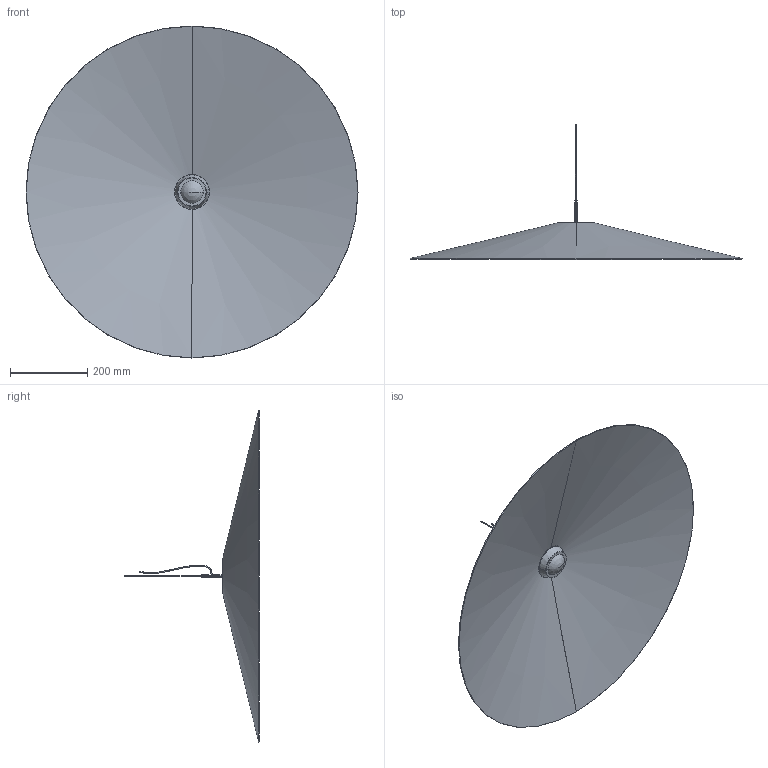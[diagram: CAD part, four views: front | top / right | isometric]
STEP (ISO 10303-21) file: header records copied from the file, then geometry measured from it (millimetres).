
FILE_DESCRIPTION((''),'2;1');
FILE_NAME('A0701008_D860_ASM','2023-12-05T11:24:50',('BiscaroAndrea'),(''),'CREO PARAMETRIC BY PTC INC, 2023014','CREO PARAMETRIC BY PTC INC, 2023014','');
FILE_SCHEMA(('CONFIG_CONTROL_DESIGN'));
Length unit declared in the file: millimetre
Products named in the file (9): A0707035_TORN_PORTALENTE_FILET; A0707004_LENTE_60; A0707008_COPERCHIO-ATTACCHI; DIST_STEAB_5015-6-4; A0707010_TUB-SOSP-550; A0707034_CAPPELLO-D860; A070E041_DATI-A07S86W-CORPO860; A0707012_TORNITO-SOSP-FUNE; A0701008_D860_ASM
Assembly tree (8 placements, depth 2):
  A0701008_D860_ASM
    A0707035_TORN_PORTALENTE_FILET
    A0707004_LENTE_60
    A0707008_COPERCHIO-ATTACCHI
    DIST_STEAB_5015-6-4
    A0707010_TUB-SOSP-550
    A0707034_CAPPELLO-D860
    A070E041_DATI-A07S86W-CORPO860
    A0707012_TORNITO-SOSP-FUNE
Bounding box: 860 x 349 x 860 mm (x, y, z)
Volume: 1253188.5 mm3; surface area: 1243066.7 mm2
Topology: 9 solids, 17 shells, 182 faces, 466 edges, 297 vertices
Faces by surface type: cylinder 84, plane 40, cone 30, torus 16, bspline 10, revolution 2
Entity records: 7110 total; most frequent: CARTESIAN_POINT 2265, DIRECTION 1080, ORIENTED_EDGE 896, EDGE_CURVE 464, AXIS2_PLACEMENT_3D 457, VERTEX_POINT 297, CIRCLE 264, EDGE_LOOP 229
